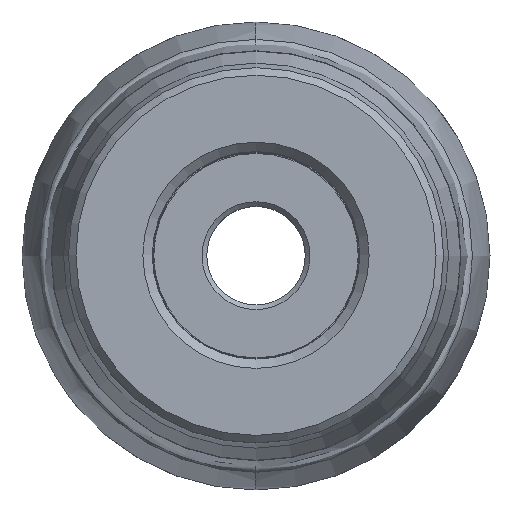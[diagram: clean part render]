
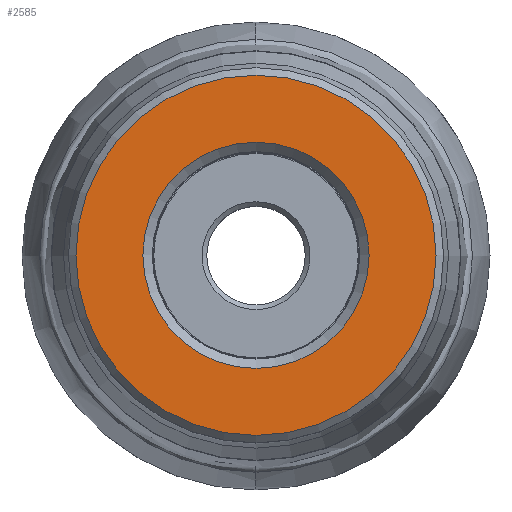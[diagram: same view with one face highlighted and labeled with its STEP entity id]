
A CAD part, top view. The second image highlights one B-rep face of the part: STEP entity #2585.
In plain terms, the highlighted face is planar.
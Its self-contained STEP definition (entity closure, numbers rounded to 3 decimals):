
#249 = CIRCLE ( 'NONE', #271, 19.2 ) ;
#271 = AXIS2_PLACEMENT_3D ( 'NONE', #748, #2828, #1084 ) ;
#290 = DIRECTION ( 'NONE',  ( 0., 0., 1. ) ) ;
#425 = CARTESIAN_POINT ( 'NONE',  ( 17.925, -6.881, -45. ) ) ;
#478 = VERTEX_POINT ( 'NONE', #2332 ) ;
#507 = CIRCLE ( 'NONE', #1189, 12.06 ) ;
#603 = DIRECTION ( 'NONE',  ( 1., 0., 0. ) ) ;
#748 = CARTESIAN_POINT ( 'NONE',  ( 0., 0., -45. ) ) ;
#762 = EDGE_LOOP ( 'NONE', ( #2948 ) ) ;
#929 = FACE_BOUND ( 'NONE', #2953, .T. ) ;
#995 = EDGE_CURVE ( 'NONE', #1416, #1416, #507, .T. ) ;
#1084 = DIRECTION ( 'NONE',  ( 1., 0., 0. ) ) ;
#1097 = CARTESIAN_POINT ( 'NONE',  ( 12.06, 0., -45. ) ) ;
#1134 = PLANE ( 'NONE',  #2534 ) ;
#1189 = AXIS2_PLACEMENT_3D ( 'NONE', #1638, #290, #2795 ) ;
#1416 = VERTEX_POINT ( 'NONE', #1097 ) ;
#1638 = CARTESIAN_POINT ( 'NONE',  ( 0., 0., -45. ) ) ;
#1814 = DIRECTION ( 'NONE',  ( 0., 0., 1. ) ) ;
#2108 = ORIENTED_EDGE ( 'NONE', *, *, #995, .T. ) ;
#2332 = CARTESIAN_POINT ( 'NONE',  ( 19.2, 0., -45. ) ) ;
#2534 = AXIS2_PLACEMENT_3D ( 'NONE', #425, #1814, #603 ) ;
#2585 = ADVANCED_FACE ( 'NONE', ( #2793, #929 ), #1134, .F. ) ;
#2643 = EDGE_CURVE ( 'NONE', #478, #478, #249, .T. ) ;
#2793 = FACE_OUTER_BOUND ( 'NONE', #762, .T. ) ;
#2795 = DIRECTION ( 'NONE',  ( 1., 0., 0. ) ) ;
#2828 = DIRECTION ( 'NONE',  ( 0., 0., 1. ) ) ;
#2948 = ORIENTED_EDGE ( 'NONE', *, *, #2643, .F. ) ;
#2953 = EDGE_LOOP ( 'NONE', ( #2108 ) ) ;
